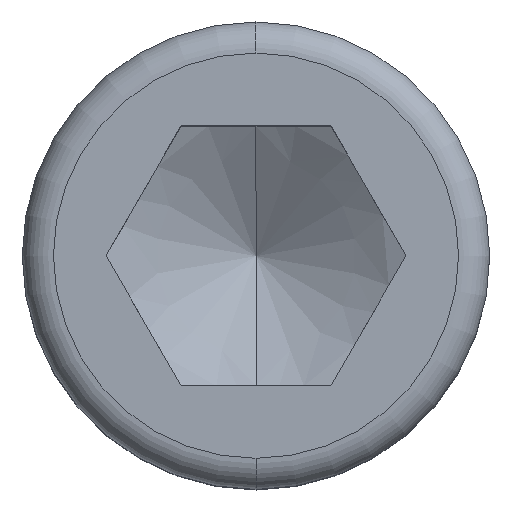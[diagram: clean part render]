
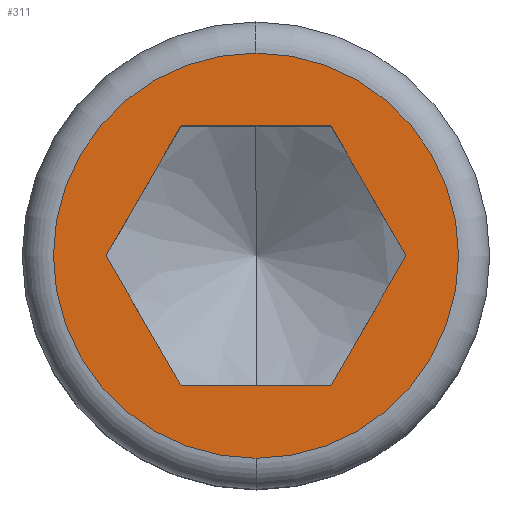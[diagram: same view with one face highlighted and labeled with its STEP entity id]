
A CAD part, top view. The second image highlights one B-rep face of the part: STEP entity #311.
In plain terms, the highlighted planar face has unit normal (0, 0, 1).
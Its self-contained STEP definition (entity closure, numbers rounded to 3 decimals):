
#143=VERTEX_POINT('',#378);
#189=EDGE_CURVE('',#143,#261,#428,.T.);
#213=EDGE_CURVE('',#281,#267,#457,.T.);
#237=EDGE_CURVE('',#261,#143,#482,.T.);
#261=VERTEX_POINT('',#507);
#263=EDGE_CURVE('',#267,#285,#509,.T.);
#267=VERTEX_POINT('',#514);
#269=EDGE_CURVE('',#335,#281,#516,.T.);
#273=VERTEX_POINT('',#521);
#281=VERTEX_POINT('',#529);
#285=VERTEX_POINT('',#534);
#311=ADVANCED_FACE('',(#566,#567),#568,.T.);
#315=EDGE_CURVE('',#273,#335,#573,.T.);
#319=EDGE_CURVE('',#285,#329,#578,.T.);
#329=VERTEX_POINT('',#590);
#335=VERTEX_POINT('',#596);
#355=EDGE_CURVE('',#329,#273,#616,.T.);
#378=CARTESIAN_POINT('',(0.,-7.8,12.));
#428=CIRCLE('',#698,7.8);
#457=LINE('',#743,#744);
#482=CIRCLE('',#797,7.8);
#507=CARTESIAN_POINT('',(0.,7.8,12.));
#509=LINE('',#833,#834);
#514=CARTESIAN_POINT('',(-2.887,5.001,12.0));
#516=LINE('',#842,#843);
#521=CARTESIAN_POINT('',(2.888,-5.001,12.0));
#529=CARTESIAN_POINT('',(-5.775,0.,12.0));
#534=CARTESIAN_POINT('',(2.887,5.001,12.0));
#566=FACE_BOUND('',#910,.T.);
#567=FACE_OUTER_BOUND('',#911,.T.);
#568=PLANE('',#912);
#573=LINE('',#918,#919);
#578=LINE('',#925,#926);
#590=CARTESIAN_POINT('',(5.775,0.,12.0));
#596=CARTESIAN_POINT('',(-2.887,-5.001,12.0));
#616=LINE('',#1010,#1011);
#698=AXIS2_PLACEMENT_3D('',#1070,#1071,#1072);
#743=CARTESIAN_POINT('',(-3.609,3.751,12.0));
#744=VECTOR('',#1122,1.0);
#797=AXIS2_PLACEMENT_3D('',#1142,#1143,#1144);
#833=CARTESIAN_POINT('',(1.444,5.001,12.0));
#834=VECTOR('',#1162,1.0);
#842=CARTESIAN_POINT('',(-5.053,-1.25,12.0));
#843=VECTOR('',#1169,1.0);
#910=EDGE_LOOP('',(#1237,#1238,#1239,#1240,#1241,#1242));
#911=EDGE_LOOP('',(#1243,#1244));
#912=AXIS2_PLACEMENT_3D('',#1245,#1246,#1247);
#918=CARTESIAN_POINT('',(-1.444,-5.001,12.0));
#919=VECTOR('',#1256,1.0);
#925=CARTESIAN_POINT('',(5.053,1.25,12.0));
#926=VECTOR('',#1266,1.0);
#1010=CARTESIAN_POINT('',(3.609,-3.751,12.0));
#1011=VECTOR('',#1292,1.0);
#1070=CARTESIAN_POINT('',(0.,0.,12.));
#1071=DIRECTION('',(0.0,0.0,1.0));
#1072=DIRECTION('',(-1.0,0.0,0.0));
#1122=DIRECTION('',(0.5,0.866,0.0));
#1142=CARTESIAN_POINT('',(0.,0.,12.));
#1143=DIRECTION('',(0.0,0.0,1.0));
#1144=DIRECTION('',(-1.0,0.0,0.0));
#1162=DIRECTION('',(1.0,0.0,0.0));
#1169=DIRECTION('',(-0.5,0.866,0.0));
#1237=ORIENTED_EDGE('',*,*,#269,.T.);
#1238=ORIENTED_EDGE('',*,*,#213,.T.);
#1239=ORIENTED_EDGE('',*,*,#263,.T.);
#1240=ORIENTED_EDGE('',*,*,#319,.T.);
#1241=ORIENTED_EDGE('',*,*,#355,.T.);
#1242=ORIENTED_EDGE('',*,*,#315,.T.);
#1243=ORIENTED_EDGE('',*,*,#189,.T.);
#1244=ORIENTED_EDGE('',*,*,#237,.T.);
#1245=CARTESIAN_POINT('',(0.,-7.387,12.));
#1246=DIRECTION('',(0.0,0.0,1.0));
#1247=DIRECTION('',(0.,-1.0,0.0));
#1256=DIRECTION('',(-1.0,0.0,0.0));
#1266=DIRECTION('',(0.5,-0.866,0.0));
#1292=DIRECTION('',(-0.5,-0.866,0.0));
